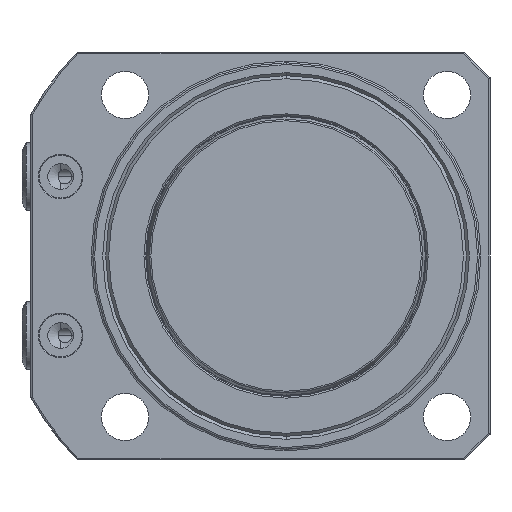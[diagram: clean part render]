
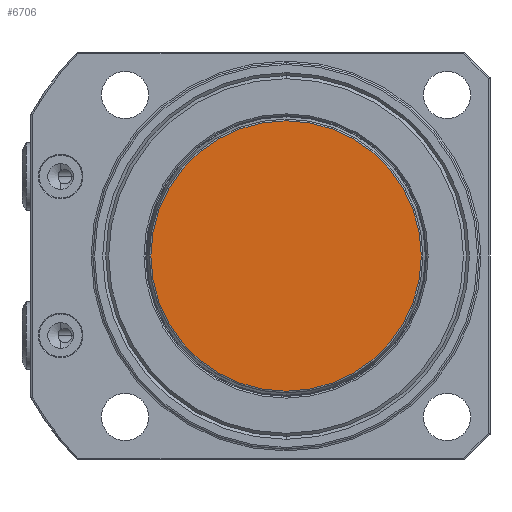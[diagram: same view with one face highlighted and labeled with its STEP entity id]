
A CAD part, front view. The second image highlights one B-rep face of the part: STEP entity #6706.
In plain terms, the highlighted planar face has unit normal (0, -1, 0).
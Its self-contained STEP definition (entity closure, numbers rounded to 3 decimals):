
#543 = AXIS2_PLACEMENT_3D ( 'NONE', #2580, #2581, #2582 ) ;
#549 = FACE_OUTER_BOUND ( 'NONE', #2330, .T. ) ;
#860 = AXIS2_PLACEMENT_3D ( 'NONE', #3261, #3262, #3263 ) ;
#919 = AXIS2_PLACEMENT_3D ( 'NONE', #6388, #6389, #6390 ) ;
#1131 = EDGE_CURVE ( 'NONE', #1567, #1577, #7578, .T. ) ;
#1182 = EDGE_CURVE ( 'NONE', #1577, #1567, #7557, .T. ) ;
#1567 = VERTEX_POINT ( 'NONE', #3402 ) ;
#1577 = VERTEX_POINT ( 'NONE', #3412 ) ;
#2112 = ORIENTED_EDGE ( 'NONE', *, *, #1182, .T. ) ;
#2114 = ORIENTED_EDGE ( 'NONE', *, *, #1131, .T. ) ;
#2330 = EDGE_LOOP ( 'NONE', ( #2114, #2112 ) ) ;
#2579 = PLANE ( 'NONE',  #543 ) ;
#2580 = CARTESIAN_POINT ( 'NONE',  ( 31.772, 0., 0. ) ) ;
#2581 = DIRECTION ( 'NONE',  ( 0., 1., 0. ) ) ;
#2582 = DIRECTION ( 'NONE',  ( 0., 0., 1. ) ) ;
#3261 = CARTESIAN_POINT ( 'NONE',  ( 0., 0., 0. ) ) ;
#3262 = DIRECTION ( 'NONE',  ( 0., -1., 0. ) ) ;
#3263 = DIRECTION ( 'NONE',  ( 0., 0., 1. ) ) ;
#3402 = CARTESIAN_POINT ( 'NONE',  ( 0., 0., 31.492 ) ) ;
#3412 = CARTESIAN_POINT ( 'NONE',  ( 0., 0., -31.492 ) ) ;
#6388 = CARTESIAN_POINT ( 'NONE',  ( 0., 0., 0. ) ) ;
#6389 = DIRECTION ( 'NONE',  ( 0., -1., 0. ) ) ;
#6390 = DIRECTION ( 'NONE',  ( 0., 0., 1. ) ) ;
#6706 = ADVANCED_FACE ( 'NONE', ( #549 ), #2579, .F. ) ;
#7557 = CIRCLE ( 'NONE', #860, 31.492 ) ;
#7578 = CIRCLE ( 'NONE', #919, 31.492 ) ;
